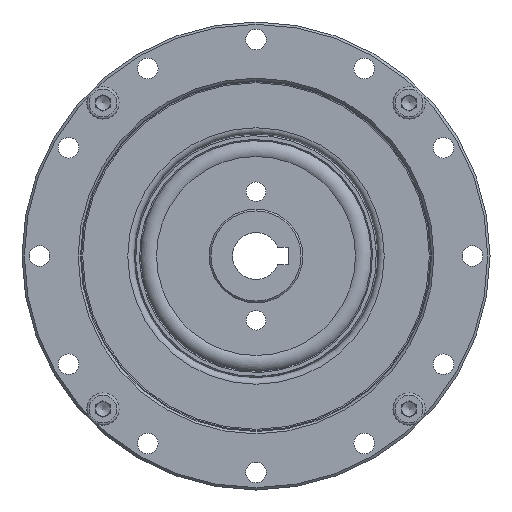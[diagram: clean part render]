
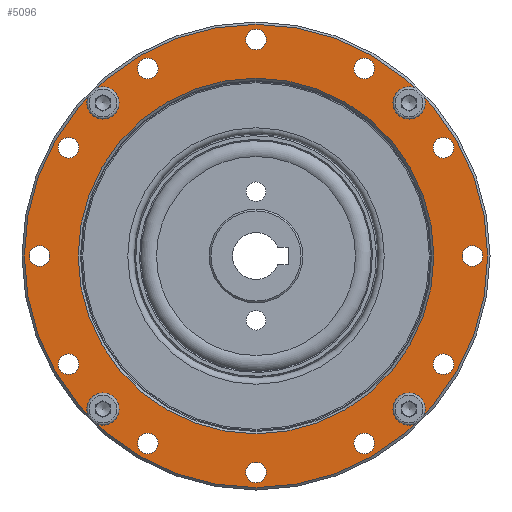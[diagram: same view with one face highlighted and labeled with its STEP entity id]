
A CAD part, left-side view. The second image highlights one B-rep face of the part: STEP entity #5096.
In plain terms, the highlighted planar face has unit normal (-1, 0, 0).
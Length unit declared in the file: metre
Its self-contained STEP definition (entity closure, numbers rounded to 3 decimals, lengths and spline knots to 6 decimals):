
#824=CIRCLE('',#5808,0.0396);
#825=CIRCLE('',#5809,0.0304);
#826=CIRCLE('',#5810,0.00175);
#827=CIRCLE('',#5811,0.00175);
#828=CIRCLE('',#5812,0.00175);
#829=CIRCLE('',#5813,0.00175);
#830=CIRCLE('',#5814,0.00175);
#831=CIRCLE('',#5815,0.00175);
#832=CIRCLE('',#5816,0.00175);
#833=CIRCLE('',#5817,0.00175);
#834=CIRCLE('',#5818,0.00175);
#835=CIRCLE('',#5819,0.00175);
#836=CIRCLE('',#5820,0.00175);
#837=CIRCLE('',#5821,0.00175);
#838=CIRCLE('',#5822,0.00175);
#839=CIRCLE('',#5823,0.00175);
#840=CIRCLE('',#5824,0.00175);
#841=CIRCLE('',#5825,0.00175);
#1426=ORIENTED_EDGE('',*,*,#2347,.T.);
#1427=ORIENTED_EDGE('',*,*,#2348,.F.);
#1428=ORIENTED_EDGE('',*,*,#2349,.T.);
#1429=ORIENTED_EDGE('',*,*,#2350,.T.);
#1430=ORIENTED_EDGE('',*,*,#2351,.T.);
#1431=ORIENTED_EDGE('',*,*,#2352,.T.);
#1432=ORIENTED_EDGE('',*,*,#2353,.T.);
#1433=ORIENTED_EDGE('',*,*,#2354,.T.);
#1434=ORIENTED_EDGE('',*,*,#2355,.T.);
#1435=ORIENTED_EDGE('',*,*,#2356,.T.);
#1436=ORIENTED_EDGE('',*,*,#2357,.T.);
#1437=ORIENTED_EDGE('',*,*,#2358,.T.);
#1438=ORIENTED_EDGE('',*,*,#2359,.T.);
#1439=ORIENTED_EDGE('',*,*,#2360,.T.);
#1440=ORIENTED_EDGE('',*,*,#2361,.T.);
#1441=ORIENTED_EDGE('',*,*,#2362,.T.);
#1442=ORIENTED_EDGE('',*,*,#2363,.T.);
#1443=ORIENTED_EDGE('',*,*,#2364,.T.);
#2347=EDGE_CURVE('',#2855,#2855,#824,.T.);
#2348=EDGE_CURVE('',#2856,#2856,#825,.T.);
#2349=EDGE_CURVE('',#2857,#2857,#826,.T.);
#2350=EDGE_CURVE('',#2858,#2858,#827,.T.);
#2351=EDGE_CURVE('',#2859,#2859,#828,.T.);
#2352=EDGE_CURVE('',#2860,#2860,#829,.T.);
#2353=EDGE_CURVE('',#2861,#2861,#830,.T.);
#2354=EDGE_CURVE('',#2862,#2862,#831,.T.);
#2355=EDGE_CURVE('',#2863,#2863,#832,.T.);
#2356=EDGE_CURVE('',#2864,#2864,#833,.T.);
#2357=EDGE_CURVE('',#2865,#2865,#834,.T.);
#2358=EDGE_CURVE('',#2866,#2866,#835,.T.);
#2359=EDGE_CURVE('',#2867,#2867,#836,.T.);
#2360=EDGE_CURVE('',#2868,#2868,#837,.T.);
#2361=EDGE_CURVE('',#2869,#2869,#838,.T.);
#2362=EDGE_CURVE('',#2870,#2870,#839,.T.);
#2363=EDGE_CURVE('',#2871,#2871,#840,.T.);
#2364=EDGE_CURVE('',#2872,#2872,#841,.T.);
#2855=VERTEX_POINT('',#8628);
#2856=VERTEX_POINT('',#8630);
#2857=VERTEX_POINT('',#8632);
#2858=VERTEX_POINT('',#8634);
#2859=VERTEX_POINT('',#8636);
#2860=VERTEX_POINT('',#8638);
#2861=VERTEX_POINT('',#8640);
#2862=VERTEX_POINT('',#8642);
#2863=VERTEX_POINT('',#8644);
#2864=VERTEX_POINT('',#8646);
#2865=VERTEX_POINT('',#8648);
#2866=VERTEX_POINT('',#8650);
#2867=VERTEX_POINT('',#8652);
#2868=VERTEX_POINT('',#8654);
#2869=VERTEX_POINT('',#8656);
#2870=VERTEX_POINT('',#8658);
#2871=VERTEX_POINT('',#8660);
#2872=VERTEX_POINT('',#8662);
#3705=EDGE_LOOP('',(#1426));
#3706=EDGE_LOOP('',(#1427));
#3707=EDGE_LOOP('',(#1428));
#3708=EDGE_LOOP('',(#1429));
#3709=EDGE_LOOP('',(#1430));
#3710=EDGE_LOOP('',(#1431));
#3711=EDGE_LOOP('',(#1432));
#3712=EDGE_LOOP('',(#1433));
#3713=EDGE_LOOP('',(#1434));
#3714=EDGE_LOOP('',(#1435));
#3715=EDGE_LOOP('',(#1436));
#3716=EDGE_LOOP('',(#1437));
#3717=EDGE_LOOP('',(#1438));
#3718=EDGE_LOOP('',(#1439));
#3719=EDGE_LOOP('',(#1440));
#3720=EDGE_LOOP('',(#1441));
#3721=EDGE_LOOP('',(#1442));
#3722=EDGE_LOOP('',(#1443));
#4380=FACE_BOUND('',#3705,.T.);
#4381=FACE_BOUND('',#3706,.T.);
#4382=FACE_BOUND('',#3707,.T.);
#4383=FACE_BOUND('',#3708,.T.);
#4384=FACE_BOUND('',#3709,.T.);
#4385=FACE_BOUND('',#3710,.T.);
#4386=FACE_BOUND('',#3711,.T.);
#4387=FACE_BOUND('',#3712,.T.);
#4388=FACE_BOUND('',#3713,.T.);
#4389=FACE_BOUND('',#3714,.T.);
#4390=FACE_BOUND('',#3715,.T.);
#4391=FACE_BOUND('',#3716,.T.);
#4392=FACE_BOUND('',#3717,.T.);
#4393=FACE_BOUND('',#3718,.T.);
#4394=FACE_BOUND('',#3719,.T.);
#4395=FACE_BOUND('',#3720,.T.);
#4396=FACE_BOUND('',#3721,.T.);
#4397=FACE_BOUND('',#3722,.T.);
#4938=PLANE('',#5807);
#5096=ADVANCED_FACE('',(#4380,#4381,#4382,#4383,#4384,#4385,#4386,#4387,
#4388,#4389,#4390,#4391,#4392,#4393,#4394,#4395,#4396,#4397),#4938,.F.);
#5807=AXIS2_PLACEMENT_3D('',#8626,#6895,#6896);
#5808=AXIS2_PLACEMENT_3D('',#8627,#6897,#6898);
#5809=AXIS2_PLACEMENT_3D('',#8629,#6899,#6900);
#5810=AXIS2_PLACEMENT_3D('',#8631,#6901,#6902);
#5811=AXIS2_PLACEMENT_3D('',#8633,#6903,#6904);
#5812=AXIS2_PLACEMENT_3D('',#8635,#6905,#6906);
#5813=AXIS2_PLACEMENT_3D('',#8637,#6907,#6908);
#5814=AXIS2_PLACEMENT_3D('',#8639,#6909,#6910);
#5815=AXIS2_PLACEMENT_3D('',#8641,#6911,#6912);
#5816=AXIS2_PLACEMENT_3D('',#8643,#6913,#6914);
#5817=AXIS2_PLACEMENT_3D('',#8645,#6915,#6916);
#5818=AXIS2_PLACEMENT_3D('',#8647,#6917,#6918);
#5819=AXIS2_PLACEMENT_3D('',#8649,#6919,#6920);
#5820=AXIS2_PLACEMENT_3D('',#8651,#6921,#6922);
#5821=AXIS2_PLACEMENT_3D('',#8653,#6923,#6924);
#5822=AXIS2_PLACEMENT_3D('',#8655,#6925,#6926);
#5823=AXIS2_PLACEMENT_3D('',#8657,#6927,#6928);
#5824=AXIS2_PLACEMENT_3D('',#8659,#6929,#6930);
#5825=AXIS2_PLACEMENT_3D('',#8661,#6931,#6932);
#6895=DIRECTION('',(1.,0.,0.));
#6896=DIRECTION('',(0.,0.,-1.));
#6897=DIRECTION('',(-1.,0.,0.));
#6898=DIRECTION('',(0.,0.,1.));
#6899=DIRECTION('',(-1.,0.,0.));
#6900=DIRECTION('',(0.,0.,1.));
#6901=DIRECTION('',(1.,0.,0.));
#6902=DIRECTION('',(0.,0.,-1.));
#6903=DIRECTION('',(1.,0.,0.));
#6904=DIRECTION('',(0.,0.,-1.));
#6905=DIRECTION('',(1.,0.,0.));
#6906=DIRECTION('',(0.,0.,-1.));
#6907=DIRECTION('',(1.,0.,0.));
#6908=DIRECTION('',(0.,0.,-1.));
#6909=DIRECTION('',(1.,0.,0.));
#6910=DIRECTION('',(0.,0.,-1.));
#6911=DIRECTION('',(1.,0.,0.));
#6912=DIRECTION('',(0.,0.,-1.));
#6913=DIRECTION('',(1.,0.,0.));
#6914=DIRECTION('',(0.,0.,-1.));
#6915=DIRECTION('',(1.,0.,0.));
#6916=DIRECTION('',(0.,0.,-1.));
#6917=DIRECTION('',(1.,0.,0.));
#6918=DIRECTION('',(0.,0.,-1.));
#6919=DIRECTION('',(1.,0.,0.));
#6920=DIRECTION('',(0.,0.,-1.));
#6921=DIRECTION('',(1.,0.,0.));
#6922=DIRECTION('',(0.,0.,-1.));
#6923=DIRECTION('',(1.,0.,0.));
#6924=DIRECTION('',(0.,0.,-1.));
#6925=DIRECTION('',(1.,0.,0.));
#6926=DIRECTION('',(0.,0.,-1.));
#6927=DIRECTION('',(1.,0.,0.));
#6928=DIRECTION('',(0.,0.,-1.));
#6929=DIRECTION('',(1.,0.,0.));
#6930=DIRECTION('',(0.,0.,-1.));
#6931=DIRECTION('',(1.,0.,0.));
#6932=DIRECTION('',(0.,0.,-1.));
#8626=CARTESIAN_POINT('',(0.,0.0396,0.));
#8627=CARTESIAN_POINT('',(0.,0.,0.));
#8628=CARTESIAN_POINT('',(0.,0.,0.0396));
#8629=CARTESIAN_POINT('',(0.,0.,0.));
#8630=CARTESIAN_POINT('',(0.,0.,0.0304));
#8631=CARTESIAN_POINT('',(0.,0.,-0.037));
#8632=CARTESIAN_POINT('',(0.,0.,-0.03875));
#8633=CARTESIAN_POINT('',(0.,-0.0185,-0.032043));
#8634=CARTESIAN_POINT('',(0.,-0.0185,-0.033793));
#8635=CARTESIAN_POINT('',(0.,-0.032043,-0.0185));
#8636=CARTESIAN_POINT('',(0.,-0.032043,-0.02025));
#8637=CARTESIAN_POINT('',(0.,-0.037,0.));
#8638=CARTESIAN_POINT('',(0.,-0.037,-0.00175));
#8639=CARTESIAN_POINT('',(0.,-0.032043,0.0185));
#8640=CARTESIAN_POINT('',(0.,-0.032043,0.01675));
#8641=CARTESIAN_POINT('',(0.,-0.0185,0.032043));
#8642=CARTESIAN_POINT('',(0.,-0.0185,0.030293));
#8643=CARTESIAN_POINT('',(0.,0.,0.037));
#8644=CARTESIAN_POINT('',(0.,0.,0.03525));
#8645=CARTESIAN_POINT('',(0.,0.0185,0.032043));
#8646=CARTESIAN_POINT('',(0.,0.0185,0.030293));
#8647=CARTESIAN_POINT('',(0.,0.032043,0.0185));
#8648=CARTESIAN_POINT('',(0.,0.032043,0.01675));
#8649=CARTESIAN_POINT('',(0.,0.037,0.));
#8650=CARTESIAN_POINT('',(0.,0.037,-0.00175));
#8651=CARTESIAN_POINT('',(0.,0.032043,-0.0185));
#8652=CARTESIAN_POINT('',(0.,0.032043,-0.02025));
#8653=CARTESIAN_POINT('',(0.,0.0185,-0.032043));
#8654=CARTESIAN_POINT('',(0.,0.0185,-0.033793));
#8655=CARTESIAN_POINT('',(0.,0.026163,-0.026163));
#8656=CARTESIAN_POINT('',(0.,0.026163,-0.027913));
#8657=CARTESIAN_POINT('',(0.,-0.026163,-0.026163));
#8658=CARTESIAN_POINT('',(0.,-0.026163,-0.027913));
#8659=CARTESIAN_POINT('',(0.,-0.026163,0.026163));
#8660=CARTESIAN_POINT('',(0.,-0.026163,0.024413));
#8661=CARTESIAN_POINT('',(0.,0.026163,0.026163));
#8662=CARTESIAN_POINT('',(0.,0.026163,0.024413));
